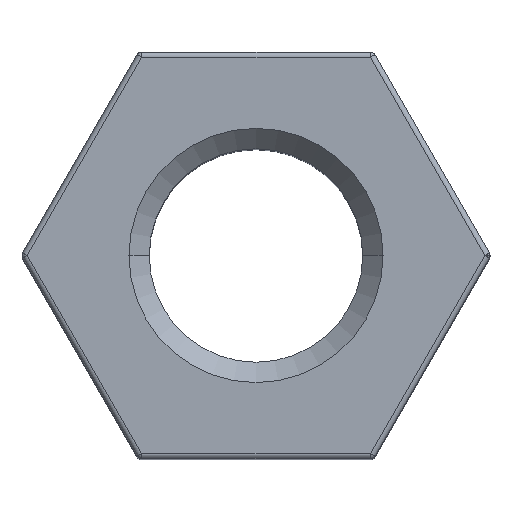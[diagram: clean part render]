
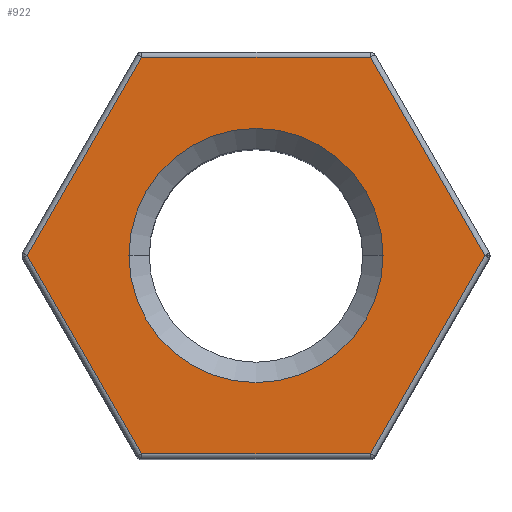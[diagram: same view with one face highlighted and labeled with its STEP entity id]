
A CAD part, top view. The second image highlights one B-rep face of the part: STEP entity #922.
In plain terms, the highlighted planar face has unit normal (0, 0, 1).
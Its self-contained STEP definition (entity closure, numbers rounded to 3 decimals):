
#50 = CARTESIAN_POINT ( 'NONE',  ( 2.252, -3.9, 12. ) ) ;
#104 = EDGE_CURVE ( 'NONE', #584, #1216, #1063, .T. ) ;
#109 = DIRECTION ( 'NONE',  ( -1., 0., 0. ) ) ;
#124 = CARTESIAN_POINT ( 'NONE',  ( 2.223, 3.95, 12. ) ) ;
#125 = LINE ( 'NONE', #981, #1179 ) ;
#126 = CARTESIAN_POINT ( 'NONE',  ( -2.309, 3.9, 12. ) ) ;
#130 = CARTESIAN_POINT ( 'NONE',  ( 4.532, 0.05, 12. ) ) ;
#152 = CIRCLE ( 'NONE', #731, 2.5 ) ;
#221 = VERTEX_POINT ( 'NONE', #1074 ) ;
#265 = VERTEX_POINT ( 'NONE', #1098 ) ;
#285 = AXIS2_PLACEMENT_3D ( 'NONE', #469, #1109, #604 ) ;
#287 = EDGE_CURVE ( 'NONE', #1216, #584, #152, .T. ) ;
#290 = EDGE_LOOP ( 'NONE', ( #368, #372 ) ) ;
#294 = EDGE_LOOP ( 'NONE', ( #326, #328, #342, #344, #349, #367 ) ) ;
#326 = ORIENTED_EDGE ( 'NONE', *, *, #896, .T. ) ;
#328 = ORIENTED_EDGE ( 'NONE', *, *, #973, .T. ) ;
#342 = ORIENTED_EDGE ( 'NONE', *, *, #1002, .T. ) ;
#344 = ORIENTED_EDGE ( 'NONE', *, *, #492, .T. ) ;
#349 = ORIENTED_EDGE ( 'NONE', *, *, #1009, .T. ) ;
#367 = ORIENTED_EDGE ( 'NONE', *, *, #986, .T. ) ;
#368 = ORIENTED_EDGE ( 'NONE', *, *, #287, .T. ) ;
#372 = ORIENTED_EDGE ( 'NONE', *, *, #104, .T. ) ;
#397 = DIRECTION ( 'NONE',  ( 0.5, -0.866, 0. ) ) ;
#463 = VERTEX_POINT ( 'NONE', #783 ) ;
#469 = CARTESIAN_POINT ( 'NONE',  ( 4.619, 0., 12. ) ) ;
#475 = LINE ( 'NONE', #126, #954 ) ;
#478 = CARTESIAN_POINT ( 'NONE',  ( -2.252, 3.9, 12. ) ) ;
#492 = EDGE_CURVE ( 'NONE', #265, #1156, #1094, .T. ) ;
#567 = CARTESIAN_POINT ( 'NONE',  ( -2.5, 0., 12. ) ) ;
#568 = VERTEX_POINT ( 'NONE', #605 ) ;
#579 = VECTOR ( 'NONE', #743, 1000. ) ;
#584 = VERTEX_POINT ( 'NONE', #567 ) ;
#604 = DIRECTION ( 'NONE',  ( 1., 0., 0. ) ) ;
#605 = CARTESIAN_POINT ( 'NONE',  ( 2.252, 3.9, 12. ) ) ;
#638 = VERTEX_POINT ( 'NONE', #478 ) ;
#728 = DIRECTION ( 'NONE',  ( 0.5, 0.866, 0. ) ) ;
#731 = AXIS2_PLACEMENT_3D ( 'NONE', #1012, #1008, #1007 ) ;
#743 = DIRECTION ( 'NONE',  ( 1., 0., 0. ) ) ;
#751 = CARTESIAN_POINT ( 'NONE',  ( 2.309, -3.9, 12. ) ) ;
#754 = LINE ( 'NONE', #130, #952 ) ;
#783 = CARTESIAN_POINT ( 'NONE',  ( -4.503, 0., 12. ) ) ;
#799 = AXIS2_PLACEMENT_3D ( 'NONE', #1163, #1159, #1155 ) ;
#827 = LINE ( 'NONE', #1130, #1215 ) ;
#870 = FACE_OUTER_BOUND ( 'NONE', #294, .T. ) ;
#883 = DIRECTION ( 'NONE',  ( -0.5, -0.866, 0. ) ) ;
#891 = DIRECTION ( 'NONE',  ( -0.5, 0.866, 0. ) ) ;
#896 = EDGE_CURVE ( 'NONE', #568, #638, #475, .T. ) ;
#922 = ADVANCED_FACE ( 'NONE', ( #870, #1116 ), #1032, .T. ) ;
#952 = VECTOR ( 'NONE', #728, 1000. ) ;
#954 = VECTOR ( 'NONE', #109, 1000. ) ;
#973 = EDGE_CURVE ( 'NONE', #638, #463, #827, .T. ) ;
#981 = CARTESIAN_POINT ( 'NONE',  ( -2.223, -3.95, 12. ) ) ;
#986 = EDGE_CURVE ( 'NONE', #221, #568, #1198, .T. ) ;
#1002 = EDGE_CURVE ( 'NONE', #463, #265, #125, .T. ) ;
#1007 = DIRECTION ( 'NONE',  ( 1., 0., 0. ) ) ;
#1008 = DIRECTION ( 'NONE',  ( 0., 0., -1. ) ) ;
#1009 = EDGE_CURVE ( 'NONE', #1156, #221, #754, .T. ) ;
#1012 = CARTESIAN_POINT ( 'NONE',  ( 0., 0., 12. ) ) ;
#1032 = PLANE ( 'NONE',  #285 ) ;
#1063 = CIRCLE ( 'NONE', #799, 2.5 ) ;
#1074 = CARTESIAN_POINT ( 'NONE',  ( 4.503, 0., 12. ) ) ;
#1076 = VECTOR ( 'NONE', #891, 1000. ) ;
#1094 = LINE ( 'NONE', #751, #579 ) ;
#1098 = CARTESIAN_POINT ( 'NONE',  ( -2.252, -3.9, 12. ) ) ;
#1109 = DIRECTION ( 'NONE',  ( 0., 0., 1. ) ) ;
#1116 = FACE_BOUND ( 'NONE', #290, .T. ) ;
#1130 = CARTESIAN_POINT ( 'NONE',  ( -4.532, -0.05, 12. ) ) ;
#1155 = DIRECTION ( 'NONE',  ( 1., 0., 0. ) ) ;
#1156 = VERTEX_POINT ( 'NONE', #50 ) ;
#1159 = DIRECTION ( 'NONE',  ( 0., 0., -1. ) ) ;
#1163 = CARTESIAN_POINT ( 'NONE',  ( 0., 0., 12. ) ) ;
#1177 = CARTESIAN_POINT ( 'NONE',  ( 2.5, 0., 12. ) ) ;
#1179 = VECTOR ( 'NONE', #397, 1000. ) ;
#1198 = LINE ( 'NONE', #124, #1076 ) ;
#1215 = VECTOR ( 'NONE', #883, 1000. ) ;
#1216 = VERTEX_POINT ( 'NONE', #1177 ) ;
